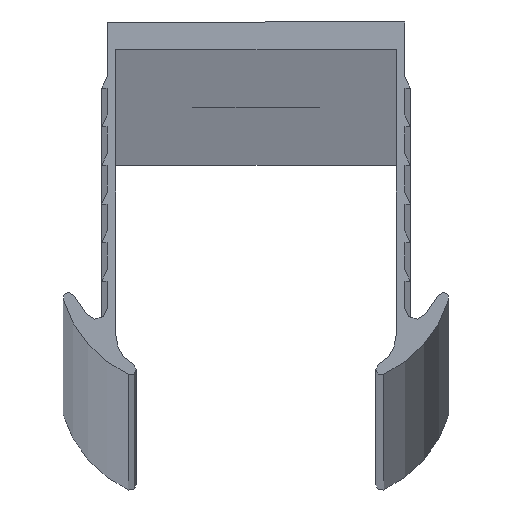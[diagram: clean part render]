
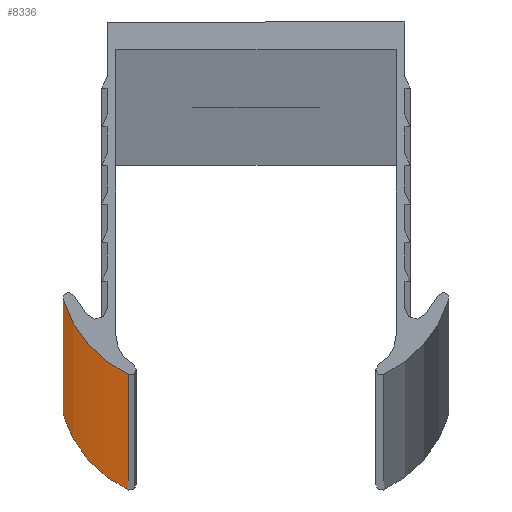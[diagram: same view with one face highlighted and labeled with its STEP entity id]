
A CAD part, top view. The second image highlights one B-rep face of the part: STEP entity #8336.
In plain terms, the highlighted cylindrical face has radius 11 mm (diameter 22 mm), a partial arc.
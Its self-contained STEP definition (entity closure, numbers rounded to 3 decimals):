
#683 = DIRECTION ( 'NONE',  ( 0., 0., 1. ) ) ;
#979 = CIRCLE ( 'NONE', #18422, 11. ) ;
#1054 = DIRECTION ( 'NONE',  ( 0., 0., -1. ) ) ;
#1264 = VECTOR ( 'NONE', #8534, 1000. ) ;
#1282 = VERTEX_POINT ( 'NONE', #10964 ) ;
#1492 = ORIENTED_EDGE ( 'NONE', *, *, #8327, .T. ) ;
#1512 = ORIENTED_EDGE ( 'NONE', *, *, #3134, .F. ) ;
#2132 = DIRECTION ( 'NONE',  ( 1., 0., 0. ) ) ;
#2517 = AXIS2_PLACEMENT_3D ( 'NONE', #15325, #683, #2132 ) ;
#3134 = EDGE_CURVE ( 'NONE', #15989, #1282, #12731, .T. ) ;
#3462 = CYLINDRICAL_SURFACE ( 'NONE', #7848, 11. ) ;
#3611 = DIRECTION ( 'NONE',  ( 1., 0., 0. ) ) ;
#4582 = FACE_OUTER_BOUND ( 'NONE', #12630, .T. ) ;
#4964 = CARTESIAN_POINT ( 'NONE',  ( -6.947, -21.968, 3000. ) ) ;
#5087 = DIRECTION ( 'NONE',  ( 0., 0., -1. ) ) ;
#5306 = VECTOR ( 'NONE', #1054, 1000. ) ;
#5462 = CARTESIAN_POINT ( 'NONE',  ( -11.56, -31.954, 3000. ) ) ;
#5594 = CARTESIAN_POINT ( 'NONE',  ( -17.479, -25.144, 3000. ) ) ;
#7773 = VERTEX_POINT ( 'NONE', #10187 ) ;
#7776 = DIRECTION ( 'NONE',  ( -1., 0., 0. ) ) ;
#7848 = AXIS2_PLACEMENT_3D ( 'NONE', #4964, #5087, #7776 ) ;
#8327 = EDGE_CURVE ( 'NONE', #8993, #1282, #979, .T. ) ;
#8336 = ADVANCED_FACE ( 'NONE', ( #4582 ), #3462, .T. ) ;
#8534 = DIRECTION ( 'NONE',  ( 0., 0., -1. ) ) ;
#8708 = LINE ( 'NONE', #5594, #5306 ) ;
#8993 = VERTEX_POINT ( 'NONE', #10455 ) ;
#9478 = EDGE_CURVE ( 'NONE', #7773, #15989, #9607, .T. ) ;
#9607 = CIRCLE ( 'NONE', #2517, 11. ) ;
#10187 = CARTESIAN_POINT ( 'NONE',  ( -17.479, -25.144, 3000. ) ) ;
#10455 = CARTESIAN_POINT ( 'NONE',  ( -17.479, -25.144, -3000. ) ) ;
#10814 = CARTESIAN_POINT ( 'NONE',  ( -6.947, -21.968, -3000. ) ) ;
#10964 = CARTESIAN_POINT ( 'NONE',  ( -11.56, -31.954, -3000. ) ) ;
#11738 = ORIENTED_EDGE ( 'NONE', *, *, #9478, .F. ) ;
#12096 = DIRECTION ( 'NONE',  ( 0., 0., 1. ) ) ;
#12630 = EDGE_LOOP ( 'NONE', ( #1492, #1512, #11738, #16122 ) ) ;
#12731 = LINE ( 'NONE', #12789, #1264 ) ;
#12789 = CARTESIAN_POINT ( 'NONE',  ( -11.56, -31.954, 3000. ) ) ;
#15325 = CARTESIAN_POINT ( 'NONE',  ( -6.947, -21.968, 3000. ) ) ;
#15979 = EDGE_CURVE ( 'NONE', #7773, #8993, #8708, .T. ) ;
#15989 = VERTEX_POINT ( 'NONE', #5462 ) ;
#16122 = ORIENTED_EDGE ( 'NONE', *, *, #15979, .T. ) ;
#18422 = AXIS2_PLACEMENT_3D ( 'NONE', #10814, #12096, #3611 ) ;
